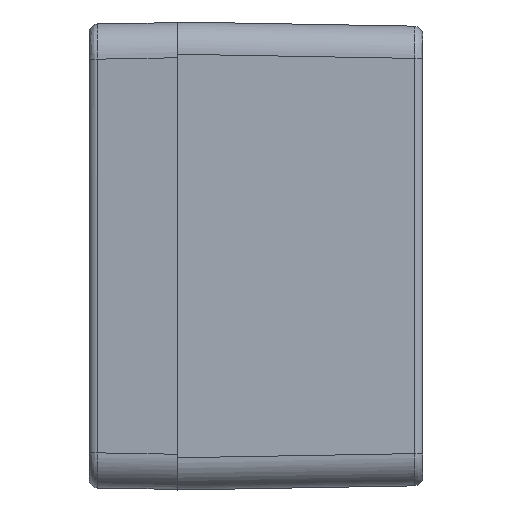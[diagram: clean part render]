
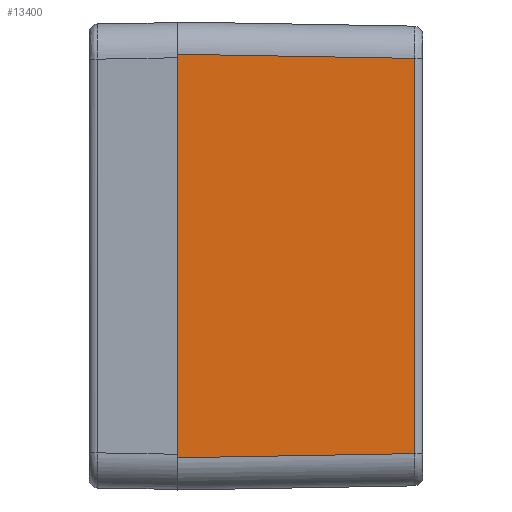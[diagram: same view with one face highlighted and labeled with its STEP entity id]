
A CAD part, left-side view. The second image highlights one B-rep face of the part: STEP entity #13400.
In plain terms, the highlighted planar face has unit normal (-1, -0.018, 0).
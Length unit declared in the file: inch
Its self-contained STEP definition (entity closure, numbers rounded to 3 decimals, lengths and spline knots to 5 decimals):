
#201 = DIRECTION ( 'NONE',  ( 0.017, -1., -0.017 ) ) ;
#234 = CARTESIAN_POINT ( 'NONE',  ( -4.89742, -1.59158, 1.32658 ) ) ;
#429 = AXIS2_PLACEMENT_3D ( 'NONE', #16312, #2862, #2471 ) ;
#1098 = FACE_OUTER_BOUND ( 'NONE', #11511, .T. ) ;
#1392 = VECTOR ( 'NONE', #201, 39.37008 ) ;
#1989 = VECTOR ( 'NONE', #4041, 39.37008 ) ;
#2471 = DIRECTION ( 'NONE',  ( -0.017, 1., 0. ) ) ;
#2627 = VECTOR ( 'NONE', #16408, 39.37008 ) ;
#2862 = DIRECTION ( 'NONE',  ( -1., -0.017, 0. ) ) ;
#4041 = DIRECTION ( 'NONE',  ( -0.017, 1., -0.017 ) ) ;
#4384 = ORIENTED_EDGE ( 'NONE', *, *, #11576, .F. ) ;
#5253 = CARTESIAN_POINT ( 'NONE',  ( -4.9252, 0., -1.35436 ) ) ;
#5644 = VERTEX_POINT ( 'NONE', #234 ) ;
#6057 = VECTOR ( 'NONE', #18938, 39.37008 ) ;
#6893 = CARTESIAN_POINT ( 'NONE',  ( -4.92376, -0.08214, -1.35293 ) ) ;
#9032 = CARTESIAN_POINT ( 'NONE',  ( -4.89742, -1.59158, -0.78543 ) ) ;
#9904 = LINE ( 'NONE', #12948, #6057 ) ;
#10185 = ORIENTED_EDGE ( 'NONE', *, *, #12946, .F. ) ;
#10325 = PLANE ( 'NONE',  #429 ) ;
#11511 = EDGE_LOOP ( 'NONE', ( #12218, #4384, #10185, #15280 ) ) ;
#11551 = EDGE_CURVE ( 'NONE', #14694, #17145, #12877, .T. ) ;
#11576 = EDGE_CURVE ( 'NONE', #5644, #14694, #11894, .T. ) ;
#11894 = LINE ( 'NONE', #9032, #2627 ) ;
#12218 = ORIENTED_EDGE ( 'NONE', *, *, #11551, .F. ) ;
#12415 = CARTESIAN_POINT ( 'NONE',  ( -4.89742, -1.59158, -1.32658 ) ) ;
#12877 = LINE ( 'NONE', #6893, #1989 ) ;
#12946 = EDGE_CURVE ( 'NONE', #18320, #5644, #16602, .T. ) ;
#12948 = CARTESIAN_POINT ( 'NONE',  ( -4.9252, 0., -1.57087 ) ) ;
#13011 = CARTESIAN_POINT ( 'NONE',  ( -4.9252, 0., 1.35436 ) ) ;
#13400 = ADVANCED_FACE ( 'NONE', ( #1098 ), #10325, .T. ) ;
#13661 = CARTESIAN_POINT ( 'NONE',  ( -4.92478, -0.02363, 1.35395 ) ) ;
#14694 = VERTEX_POINT ( 'NONE', #12415 ) ;
#15280 = ORIENTED_EDGE ( 'NONE', *, *, #19067, .T. ) ;
#16312 = CARTESIAN_POINT ( 'NONE',  ( -4.9252, 0., -1.57087 ) ) ;
#16408 = DIRECTION ( 'NONE',  ( 0., 0., -1. ) ) ;
#16602 = LINE ( 'NONE', #13661, #1392 ) ;
#17145 = VERTEX_POINT ( 'NONE', #5253 ) ;
#18320 = VERTEX_POINT ( 'NONE', #13011 ) ;
#18938 = DIRECTION ( 'NONE',  ( 0., 0., -1. ) ) ;
#19067 = EDGE_CURVE ( 'NONE', #18320, #17145, #9904, .T. ) ;
